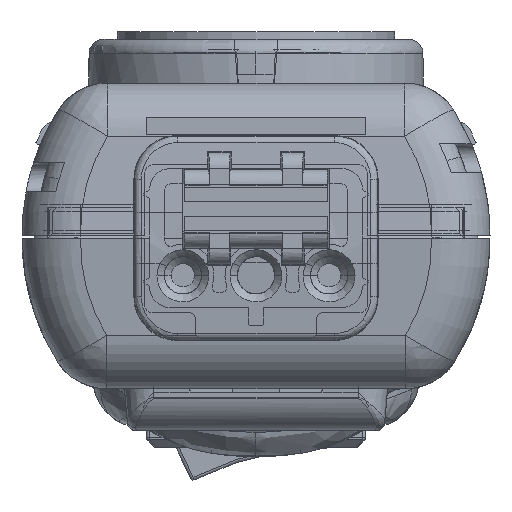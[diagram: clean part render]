
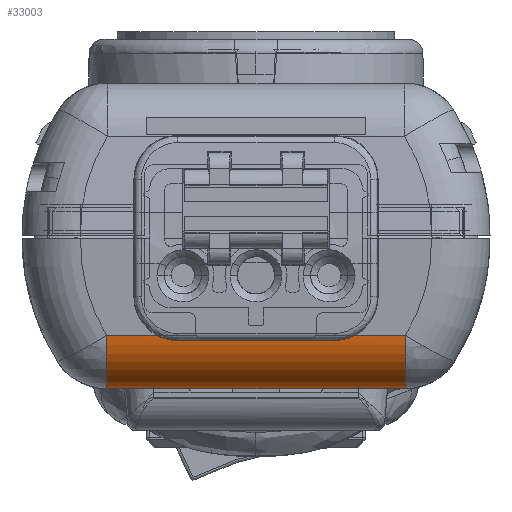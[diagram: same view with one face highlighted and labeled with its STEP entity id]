
A CAD part, left-side view. The second image highlights one B-rep face of the part: STEP entity #33003.
In plain terms, the highlighted cylindrical face has radius 4 mm (diameter 8 mm), a partial arc.
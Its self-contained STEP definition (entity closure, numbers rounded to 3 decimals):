
#1831=CARTESIAN_POINT('',(-173.75,-10.213,4.));
#1832=DIRECTION('',(0.,1.,0.));
#1833=DIRECTION('',(0.,0.,-1.));
#1834=AXIS2_PLACEMENT_3D('',#1831,#1832,#1833);
#1847=DIRECTION('',(0.,-1.,0.));
#1848=VECTOR('',#1847,7.307);
#1849=CARTESIAN_POINT('',(-177.704,3.653,3.397));
#1850=LINE('',#1849,#1848);
#1854=CARTESIAN_POINT('',(-177.704,-3.653,
3.397));
#1855=CARTESIAN_POINT('',(-177.704,-3.715,3.397));
#1856=CARTESIAN_POINT('',(-177.707,-3.829,
3.418));
#1857=CARTESIAN_POINT('',(-177.72,-3.986,
3.509));
#1858=CARTESIAN_POINT('',(-177.73,-4.06,
3.598));
#1859=CARTESIAN_POINT('',(-177.735,-4.09,
3.651));
#1864=DIRECTION('',(0.,-1.,0.));
#1865=VECTOR('',#1864,6.123);
#1866=CARTESIAN_POINT('',(-177.735,-4.09,
3.651));
#1867=LINE('',#1866,#1865);
#1871=DIRECTION('',(0.,1.,0.));
#1872=VECTOR('',#1871,20.426);
#1873=CARTESIAN_POINT('',(-173.75,-10.213,0.));
#1874=LINE('',#1873,#1872);
#1878=DIRECTION('',(0.,-1.,0.));
#1879=VECTOR('',#1878,6.123);
#1880=CARTESIAN_POINT('',(-177.735,10.213,3.651));
#1881=LINE('',#1880,#1879);
#1885=CARTESIAN_POINT('',(-177.735,4.09,3.651));
#1886=CARTESIAN_POINT('',(-177.73,4.06,3.598));
#1887=CARTESIAN_POINT('',(-177.72,3.985,3.509));
#1888=CARTESIAN_POINT('',(-177.707,3.829,3.418));
#1889=CARTESIAN_POINT('',(-177.704,3.715,3.397));
#1890=CARTESIAN_POINT('',(-177.704,3.653,3.397));
#1912=CARTESIAN_POINT('',(-177.735,4.09,3.651));
#27724=CARTESIAN_POINT('',(-173.75,10.213,4.));
#27725=DIRECTION('',(0.,-1.,0.));
#27726=DIRECTION('',(-0.996,0.,-0.087));
#27727=AXIS2_PLACEMENT_3D('',#27724,#27725,#27726);
#27995=CARTESIAN_POINT('',(-173.75,-10.213,0.));
#27997=VERTEX_POINT('',#27995);
#28002=CARTESIAN_POINT('',(-173.75,10.213,0.));
#28003=VERTEX_POINT('',#28002);
#30042=VERTEX_POINT('',#1912);
#30043=CARTESIAN_POINT('',(-177.735,10.213,
3.651));
#30044=VERTEX_POINT('',#30043);
#30056=CARTESIAN_POINT('',(-177.735,-10.213,
3.651));
#30057=VERTEX_POINT('',#30056);
#30058=CARTESIAN_POINT('',(-177.735,-4.09,
3.651));
#30059=VERTEX_POINT('',#30058);
#30889=VERTEX_POINT('',#1854);
#30892=CARTESIAN_POINT('',(-177.704,3.653,
3.397));
#30893=VERTEX_POINT('',#30892);
#32982=CARTESIAN_POINT('',(-173.75,-10.755,4.));
#32983=DIRECTION('',(0.,1.,0.));
#32984=DIRECTION('',(0.,0.,-1.));
#32985=AXIS2_PLACEMENT_3D('',#32982,#32983,#32984);
#32986=CYLINDRICAL_SURFACE('',#32985,4.);
#32988=ORIENTED_EDGE('',*,*,#32987,.T.);
#32990=ORIENTED_EDGE('',*,*,#32989,.T.);
#32992=ORIENTED_EDGE('',*,*,#32991,.T.);
#32993=ORIENTED_EDGE('',*,*,#32976,.F.);
#32994=ORIENTED_EDGE('',*,*,#32827,.T.);
#32996=ORIENTED_EDGE('',*,*,#32995,.F.);
#32998=ORIENTED_EDGE('',*,*,#32997,.T.);
#33000=ORIENTED_EDGE('',*,*,#32999,.T.);
#33001=EDGE_LOOP('',(#32988,#32990,#32992,#32993,#32994,#32996,#32998,#33000));
#33002=FACE_OUTER_BOUND('',#33001,.F.);
#1835=CIRCLE('',#1834,4.);
#1860=B_SPLINE_CURVE_WITH_KNOTS('',3,(#1854,#1855,#1856,#1857,#1858,#1859),
.UNSPECIFIED.,.F.,.F.,(4,1,1,4),(0.,0.333,0.667,1.),
.UNSPECIFIED.);
#1891=B_SPLINE_CURVE_WITH_KNOTS('',3,(#1885,#1886,#1887,#1888,#1889,#1890),
.UNSPECIFIED.,.F.,.F.,(4,1,1,4),(0.,0.333,0.667,1.),
.UNSPECIFIED.);
#27728=CIRCLE('',#27727,4.);
#32827=EDGE_CURVE('',#27997,#28003,#1874,.T.);
#32976=EDGE_CURVE('',#27997,#30057,#1835,.T.);
#32987=EDGE_CURVE('',#30893,#30889,#1850,.T.);
#32989=EDGE_CURVE('',#30889,#30059,#1860,.T.);
#32991=EDGE_CURVE('',#30059,#30057,#1867,.T.);
#32995=EDGE_CURVE('',#30044,#28003,#27728,.T.);
#32997=EDGE_CURVE('',#30044,#30042,#1881,.T.);
#32999=EDGE_CURVE('',#30042,#30893,#1891,.T.);
#33003=ADVANCED_FACE('',(#33002),#32986,.T.);
